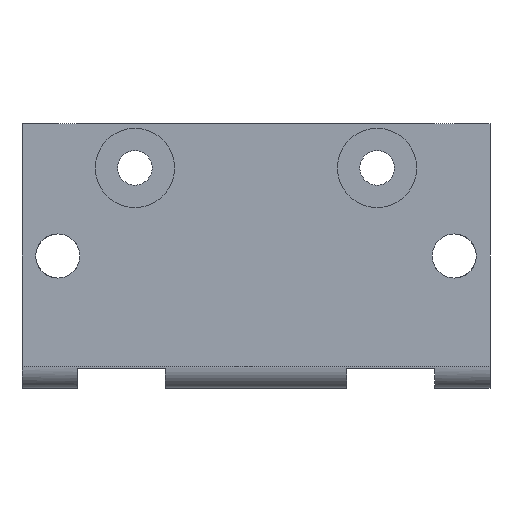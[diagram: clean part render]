
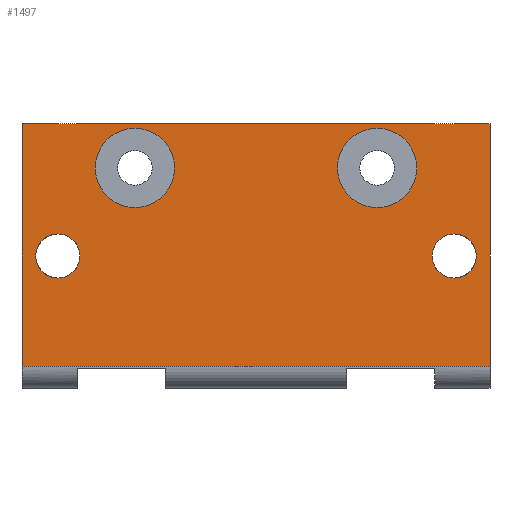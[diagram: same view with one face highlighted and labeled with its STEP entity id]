
A CAD part, front view. The second image highlights one B-rep face of the part: STEP entity #1497.
In plain terms, the highlighted planar face has unit normal (0, -1, 0).
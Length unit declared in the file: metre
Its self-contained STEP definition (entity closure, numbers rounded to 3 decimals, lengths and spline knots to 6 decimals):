
#56=CIRCLE('',#1608,0.005715);
#57=CIRCLE('',#1609,0.005715);
#58=CIRCLE('',#1610,0.003175);
#59=CIRCLE('',#1611,0.003175);
#198=ORIENTED_EDGE('',*,*,#612,.T.);
#199=ORIENTED_EDGE('',*,*,#613,.T.);
#200=ORIENTED_EDGE('',*,*,#614,.T.);
#201=ORIENTED_EDGE('',*,*,#615,.T.);
#202=ORIENTED_EDGE('',*,*,#616,.T.);
#203=ORIENTED_EDGE('',*,*,#617,.T.);
#204=ORIENTED_EDGE('',*,*,#618,.F.);
#205=ORIENTED_EDGE('',*,*,#547,.F.);
#547=EDGE_CURVE('',#759,#760,#909,.T.);
#612=EDGE_CURVE('',#814,#814,#56,.T.);
#613=EDGE_CURVE('',#815,#815,#57,.T.);
#614=EDGE_CURVE('',#816,#816,#58,.T.);
#615=EDGE_CURVE('',#817,#817,#59,.T.);
#616=EDGE_CURVE('',#759,#818,#952,.T.);
#617=EDGE_CURVE('',#818,#819,#953,.T.);
#618=EDGE_CURVE('',#760,#819,#954,.T.);
#759=VERTEX_POINT('',#2191);
#760=VERTEX_POINT('',#2193);
#814=VERTEX_POINT('',#2321);
#815=VERTEX_POINT('',#2323);
#816=VERTEX_POINT('',#2325);
#817=VERTEX_POINT('',#2327);
#818=VERTEX_POINT('',#2329);
#819=VERTEX_POINT('',#2331);
#909=LINE('',#2192,#1055);
#952=LINE('',#2328,#1098);
#953=LINE('',#2330,#1099);
#954=LINE('',#2332,#1100);
#1055=VECTOR('',#1749,1.);
#1098=VECTOR('',#1862,1.);
#1099=VECTOR('',#1863,1.);
#1100=VECTOR('',#1864,1.);
#1203=EDGE_LOOP('',(#198));
#1204=EDGE_LOOP('',(#199));
#1205=EDGE_LOOP('',(#200));
#1206=EDGE_LOOP('',(#201));
#1207=EDGE_LOOP('',(#202,#203,#204,#205));
#1329=FACE_BOUND('',#1203,.T.);
#1330=FACE_BOUND('',#1204,.T.);
#1331=FACE_BOUND('',#1205,.T.);
#1332=FACE_BOUND('',#1206,.T.);
#1333=FACE_BOUND('',#1207,.T.);
#1440=PLANE('',#1607);
#1497=ADVANCED_FACE('',(#1329,#1330,#1331,#1332,#1333),#1440,.F.);
#1607=AXIS2_PLACEMENT_3D('',#2319,#1852,#1853);
#1608=AXIS2_PLACEMENT_3D('',#2320,#1854,#1855);
#1609=AXIS2_PLACEMENT_3D('',#2322,#1856,#1857);
#1610=AXIS2_PLACEMENT_3D('',#2324,#1858,#1859);
#1611=AXIS2_PLACEMENT_3D('',#2326,#1860,#1861);
#1749=DIRECTION('',(1.,0.,0.));
#1852=DIRECTION('',(0.,1.,0.));
#1853=DIRECTION('',(0.,0.,1.));
#1854=DIRECTION('',(0.,1.,0.));
#1855=DIRECTION('',(0.,0.,1.));
#1856=DIRECTION('',(0.,1.,0.));
#1857=DIRECTION('',(0.,0.,1.));
#1858=DIRECTION('',(0.,1.,0.));
#1859=DIRECTION('',(0.,0.,1.));
#1860=DIRECTION('',(0.,1.,0.));
#1861=DIRECTION('',(0.,0.,1.));
#1862=DIRECTION('',(0.,0.,-1.));
#1863=DIRECTION('',(1.,0.,0.));
#1864=DIRECTION('',(0.,0.,-1.));
#2191=CARTESIAN_POINT('',(0.,0.,0.0381));
#2192=CARTESIAN_POINT('',(0.033734,0.,0.0381));
#2193=CARTESIAN_POINT('',(0.067469,0.,0.0381));
#2319=CARTESIAN_POINT('',(0.033734,0.,0.0381));
#2320=CARTESIAN_POINT('',(0.051197,0.,0.03175));
#2321=CARTESIAN_POINT('',(0.051197,0.,0.037465));
#2322=CARTESIAN_POINT('',(0.016272,0.,0.03175));
#2323=CARTESIAN_POINT('',(0.016272,0.,0.037465));
#2324=CARTESIAN_POINT('',(0.062309,0.,0.01905));
#2325=CARTESIAN_POINT('',(0.062309,0.,0.022225));
#2326=CARTESIAN_POINT('',(0.005159,0.,0.01905));
#2327=CARTESIAN_POINT('',(0.005159,0.,0.022225));
#2328=CARTESIAN_POINT('',(0.,0.,0.0381));
#2329=CARTESIAN_POINT('',(0.,0.,0.003175));
#2330=CARTESIAN_POINT('',(0.033734,0.,0.003175));
#2331=CARTESIAN_POINT('',(0.067469,0.,0.003175));
#2332=CARTESIAN_POINT('',(0.067469,0.,0.0381));
